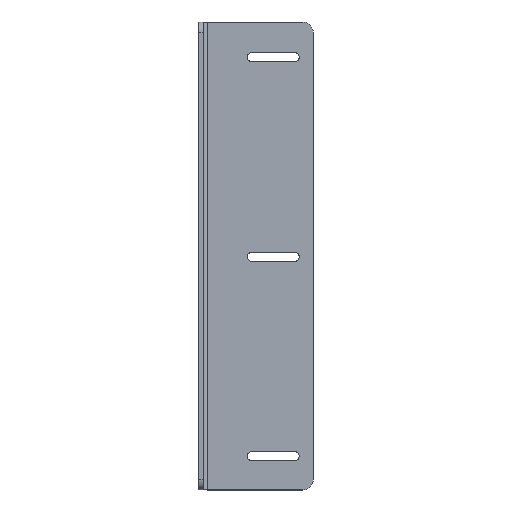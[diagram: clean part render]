
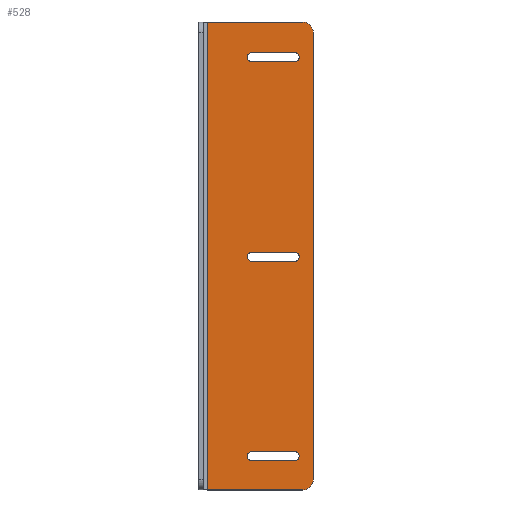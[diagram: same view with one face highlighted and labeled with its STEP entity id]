
A CAD part, top view. The second image highlights one B-rep face of the part: STEP entity #528.
In plain terms, the highlighted planar face has unit normal (0, 0, 1).
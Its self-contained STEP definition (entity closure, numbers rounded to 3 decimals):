
#18=FACE_BOUND('',#92,.T.);
#19=FACE_BOUND('',#93,.T.);
#20=FACE_BOUND('',#94,.T.);
#34=PLANE('',#594);
#60=FACE_OUTER_BOUND('',#91,.T.);
#91=EDGE_LOOP('',(#459,#460,#461,#462,#463,#464));
#92=EDGE_LOOP('',(#465,#466,#467,#468));
#93=EDGE_LOOP('',(#469,#470,#471,#472));
#94=EDGE_LOOP('',(#473,#474,#475,#476));
#103=LINE('',#770,#153);
#115=LINE('',#811,#165);
#118=LINE('',#819,#168);
#121=LINE('',#827,#171);
#124=LINE('',#835,#174);
#127=LINE('',#843,#177);
#130=LINE('',#851,#180);
#146=LINE('',#899,#196);
#147=LINE('',#900,#197);
#148=LINE('',#901,#198);
#153=VECTOR('',#613,10.);
#165=VECTOR('',#647,10.);
#168=VECTOR('',#656,10.);
#171=VECTOR('',#665,10.);
#174=VECTOR('',#674,10.);
#177=VECTOR('',#683,10.);
#180=VECTOR('',#692,10.);
#196=VECTOR('',#744,10.);
#197=VECTOR('',#745,10.);
#198=VECTOR('',#746,10.);
#200=CIRCLE('',#549,4.);
#208=CIRCLE('',#560,4.);
#209=CIRCLE('',#563,1.75);
#210=CIRCLE('',#566,1.75);
#211=CIRCLE('',#569,1.75);
#212=CIRCLE('',#572,1.75);
#213=CIRCLE('',#575,1.75);
#214=CIRCLE('',#578,1.75);
#225=VERTEX_POINT('',#760);
#226=VERTEX_POINT('',#762);
#228=VERTEX_POINT('',#768);
#244=VERTEX_POINT('',#804);
#245=VERTEX_POINT('',#808);
#246=VERTEX_POINT('',#810);
#247=VERTEX_POINT('',#814);
#248=VERTEX_POINT('',#818);
#249=VERTEX_POINT('',#824);
#250=VERTEX_POINT('',#826);
#251=VERTEX_POINT('',#830);
#252=VERTEX_POINT('',#834);
#253=VERTEX_POINT('',#840);
#254=VERTEX_POINT('',#842);
#255=VERTEX_POINT('',#846);
#256=VERTEX_POINT('',#850);
#266=VERTEX_POINT('',#877);
#270=VERTEX_POINT('',#895);
#273=EDGE_CURVE('',#225,#226,#200,.T.);
#277=EDGE_CURVE('',#225,#228,#103,.T.);
#295=EDGE_CURVE('',#244,#228,#208,.T.);
#297=EDGE_CURVE('',#246,#245,#115,.T.);
#299=EDGE_CURVE('',#247,#246,#209,.T.);
#301=EDGE_CURVE('',#248,#247,#118,.T.);
#303=EDGE_CURVE('',#245,#248,#210,.T.);
#305=EDGE_CURVE('',#250,#249,#121,.T.);
#307=EDGE_CURVE('',#251,#250,#211,.T.);
#309=EDGE_CURVE('',#252,#251,#124,.T.);
#311=EDGE_CURVE('',#249,#252,#212,.T.);
#313=EDGE_CURVE('',#254,#253,#127,.T.);
#315=EDGE_CURVE('',#255,#254,#213,.T.);
#317=EDGE_CURVE('',#256,#255,#130,.T.);
#319=EDGE_CURVE('',#253,#256,#214,.T.);
#342=EDGE_CURVE('',#244,#266,#146,.F.);
#343=EDGE_CURVE('',#266,#270,#147,.T.);
#344=EDGE_CURVE('',#226,#270,#148,.T.);
#459=ORIENTED_EDGE('',*,*,#273,.F.);
#460=ORIENTED_EDGE('',*,*,#277,.T.);
#461=ORIENTED_EDGE('',*,*,#295,.F.);
#462=ORIENTED_EDGE('',*,*,#342,.T.);
#463=ORIENTED_EDGE('',*,*,#343,.T.);
#464=ORIENTED_EDGE('',*,*,#344,.F.);
#465=ORIENTED_EDGE('',*,*,#297,.T.);
#466=ORIENTED_EDGE('',*,*,#303,.T.);
#467=ORIENTED_EDGE('',*,*,#301,.T.);
#468=ORIENTED_EDGE('',*,*,#299,.T.);
#469=ORIENTED_EDGE('',*,*,#305,.T.);
#470=ORIENTED_EDGE('',*,*,#311,.T.);
#471=ORIENTED_EDGE('',*,*,#309,.T.);
#472=ORIENTED_EDGE('',*,*,#307,.T.);
#473=ORIENTED_EDGE('',*,*,#313,.T.);
#474=ORIENTED_EDGE('',*,*,#319,.T.);
#475=ORIENTED_EDGE('',*,*,#317,.T.);
#476=ORIENTED_EDGE('',*,*,#315,.T.);
#528=ADVANCED_FACE('',(#60,#18,#19,#20),#34,.F.);
#549=AXIS2_PLACEMENT_3D('',#763,#606,#607);
#560=AXIS2_PLACEMENT_3D('',#806,#642,#643);
#563=AXIS2_PLACEMENT_3D('',#815,#651,#652);
#566=AXIS2_PLACEMENT_3D('',#822,#660,#661);
#569=AXIS2_PLACEMENT_3D('',#831,#669,#670);
#572=AXIS2_PLACEMENT_3D('',#838,#678,#679);
#575=AXIS2_PLACEMENT_3D('',#847,#687,#688);
#578=AXIS2_PLACEMENT_3D('',#854,#696,#697);
#594=AXIS2_PLACEMENT_3D('',#898,#742,#743);
#606=DIRECTION('center_axis',(0.,0.,-1.));
#607=DIRECTION('ref_axis',(0.707,-0.707,0.));
#613=DIRECTION('',(0.,1.,0.));
#642=DIRECTION('center_axis',(0.,0.,-1.));
#643=DIRECTION('ref_axis',(0.707,0.707,0.));
#647=DIRECTION('',(1.,0.,0.));
#651=DIRECTION('center_axis',(0.,0.,-1.));
#652=DIRECTION('ref_axis',(0.,1.,0.));
#656=DIRECTION('',(-1.,0.,0.));
#660=DIRECTION('center_axis',(0.,0.,-1.));
#661=DIRECTION('ref_axis',(0.,-1.,0.));
#665=DIRECTION('',(1.,0.,0.));
#669=DIRECTION('center_axis',(0.,0.,-1.));
#670=DIRECTION('ref_axis',(0.,1.,0.));
#674=DIRECTION('',(-1.,0.,0.));
#678=DIRECTION('center_axis',(0.,0.,-1.));
#679=DIRECTION('ref_axis',(0.,-1.,0.));
#683=DIRECTION('',(-1.,0.001,0.));
#687=DIRECTION('center_axis',(0.,0.,-1.));
#688=DIRECTION('ref_axis',(-0.001,-1.,0.));
#692=DIRECTION('',(1.,-0.001,0.));
#696=DIRECTION('center_axis',(0.,0.,-1.));
#697=DIRECTION('ref_axis',(0.001,1.,0.));
#742=DIRECTION('center_axis',(0.,0.,-1.));
#743=DIRECTION('ref_axis',(-1.,0.,0.));
#744=DIRECTION('',(1.,0.,0.));
#745=DIRECTION('',(0.,-1.,0.));
#746=DIRECTION('',(-1.,0.,0.));
#760=CARTESIAN_POINT('',(163.96,43.,401.6));
#762=CARTESIAN_POINT('',(159.96,39.,401.6));
#763=CARTESIAN_POINT('Origin',(159.96,43.,401.6));
#768=CARTESIAN_POINT('',(163.96,211.,401.6));
#770=CARTESIAN_POINT('',(163.96,167.375,401.6));
#804=CARTESIAN_POINT('',(159.96,215.,401.6));
#806=CARTESIAN_POINT('Origin',(159.96,211.,401.6));
#808=CARTESIAN_POINT('',(156.96,203.5,401.6));
#810=CARTESIAN_POINT('',(140.96,203.5,401.6));
#811=CARTESIAN_POINT('',(140.855,203.5,401.6));
#814=CARTESIAN_POINT('',(140.96,200.,401.6));
#815=CARTESIAN_POINT('Origin',(140.96,201.75,401.6));
#818=CARTESIAN_POINT('',(156.96,200.,401.6));
#819=CARTESIAN_POINT('',(148.855,200.,401.6));
#822=CARTESIAN_POINT('Origin',(156.96,201.75,401.6));
#824=CARTESIAN_POINT('',(156.96,53.5,401.6));
#826=CARTESIAN_POINT('',(140.96,53.5,401.6));
#827=CARTESIAN_POINT('',(140.855,53.5,401.6));
#830=CARTESIAN_POINT('',(140.96,50.,401.6));
#831=CARTESIAN_POINT('Origin',(140.96,51.75,401.6));
#834=CARTESIAN_POINT('',(156.96,50.,401.6));
#835=CARTESIAN_POINT('',(148.855,50.,401.6));
#838=CARTESIAN_POINT('Origin',(156.96,51.75,401.6));
#840=CARTESIAN_POINT('',(140.959,125.,401.6));
#842=CARTESIAN_POINT('',(156.959,124.99,401.6));
#843=CARTESIAN_POINT('',(148.854,124.995,401.6));
#846=CARTESIAN_POINT('',(156.961,128.49,401.6));
#847=CARTESIAN_POINT('Origin',(156.96,126.74,401.6));
#850=CARTESIAN_POINT('',(140.961,128.5,401.6));
#851=CARTESIAN_POINT('',(140.856,128.5,401.6));
#854=CARTESIAN_POINT('Origin',(140.96,126.75,401.6));
#877=CARTESIAN_POINT('',(124.16,215.,401.6));
#895=CARTESIAN_POINT('',(124.16,39.,401.6));
#898=CARTESIAN_POINT('Origin',(140.75,126.75,401.6));
#899=CARTESIAN_POINT('',(130.646,215.,401.6));
#900=CARTESIAN_POINT('',(124.16,126.75,401.6));
#901=CARTESIAN_POINT('',(150.855,39.,401.6));
